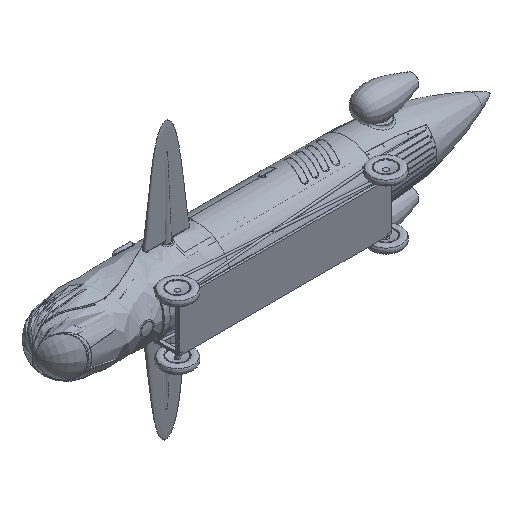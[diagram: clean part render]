
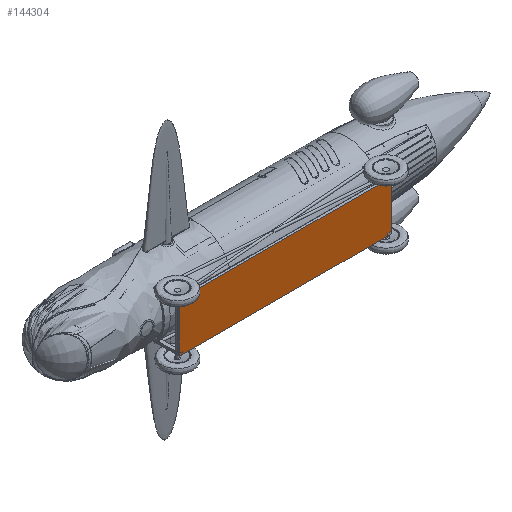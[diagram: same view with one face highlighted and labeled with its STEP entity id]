
A CAD part, isometric view. The second image highlights one B-rep face of the part: STEP entity #144304.
In plain terms, the highlighted planar face has unit normal (0, -1, 0).
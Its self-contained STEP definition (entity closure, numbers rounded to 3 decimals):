
#144122 = EDGE_CURVE('',#144123,#144125,#144127,.T.);
#144123 = VERTEX_POINT('',#144124);
#144124 = CARTESIAN_POINT('',(567.69,-258.112,131.112));
#144125 = VERTEX_POINT('',#144126);
#144126 = CARTESIAN_POINT('',(567.69,-258.112,-131.112));
#144127 = LINE('',#144128,#144129);
#144128 = CARTESIAN_POINT('',(567.69,-258.112,131.112));
#144129 = VECTOR('',#144130,1.);
#144130 = DIRECTION('',(0.,0.,-1.));
#144162 = EDGE_CURVE('',#144163,#144123,#144165,.T.);
#144163 = VERTEX_POINT('',#144164);
#144164 = CARTESIAN_POINT('',(-549.91,-258.112,131.112));
#144165 = LINE('',#144166,#144167);
#144166 = CARTESIAN_POINT('',(-567.69,-258.112,131.112));
#144167 = VECTOR('',#144168,1.);
#144168 = DIRECTION('',(1.,0.,0.));
#144193 = EDGE_CURVE('',#144194,#144163,#144196,.T.);
#144194 = VERTEX_POINT('',#144195);
#144195 = CARTESIAN_POINT('',(-549.91,-258.112,118.412));
#144196 = LINE('',#144197,#144198);
#144197 = CARTESIAN_POINT('',(-549.91,-258.112,118.412));
#144198 = VECTOR('',#144199,1.);
#144199 = DIRECTION('',(0.,0.,1.));
#144224 = EDGE_CURVE('',#144225,#144194,#144227,.T.);
#144225 = VERTEX_POINT('',#144226);
#144226 = CARTESIAN_POINT('',(-567.69,-258.112,118.412));
#144227 = LINE('',#144228,#144229);
#144228 = CARTESIAN_POINT('',(-567.69,-258.112,118.412));
#144229 = VECTOR('',#144230,1.);
#144230 = DIRECTION('',(1.,0.,0.));
#144255 = EDGE_CURVE('',#144256,#144225,#144258,.T.);
#144256 = VERTEX_POINT('',#144257);
#144257 = CARTESIAN_POINT('',(-567.69,-258.112,-131.112));
#144258 = LINE('',#144259,#144260);
#144259 = CARTESIAN_POINT('',(-567.69,-258.112,-131.112));
#144260 = VECTOR('',#144261,1.);
#144261 = DIRECTION('',(0.,0.,1.));
#144286 = EDGE_CURVE('',#144125,#144256,#144287,.T.);
#144287 = LINE('',#144288,#144289);
#144288 = CARTESIAN_POINT('',(567.69,-258.112,-131.112));
#144289 = VECTOR('',#144290,1.);
#144290 = DIRECTION('',(-1.,0.,0.));
#144304 = ADVANCED_FACE('',(#144305),#144313,.T.);
#144305 = FACE_BOUND('',#144306,.T.);
#144306 = EDGE_LOOP('',(#144307,#144308,#144309,#144310,#144311,#144312)
  );
#144307 = ORIENTED_EDGE('',*,*,#144286,.F.);
#144308 = ORIENTED_EDGE('',*,*,#144122,.F.);
#144309 = ORIENTED_EDGE('',*,*,#144162,.F.);
#144310 = ORIENTED_EDGE('',*,*,#144193,.F.);
#144311 = ORIENTED_EDGE('',*,*,#144224,.F.);
#144312 = ORIENTED_EDGE('',*,*,#144255,.F.);
#144313 = PLANE('',#144314);
#144314 = AXIS2_PLACEMENT_3D('',#144315,#144316,#144317);
#144315 = CARTESIAN_POINT('',(0.,-258.112,0.));
#144316 = DIRECTION('',(0.,-1.,0.));
#144317 = DIRECTION('',(1.,0.,0.));
